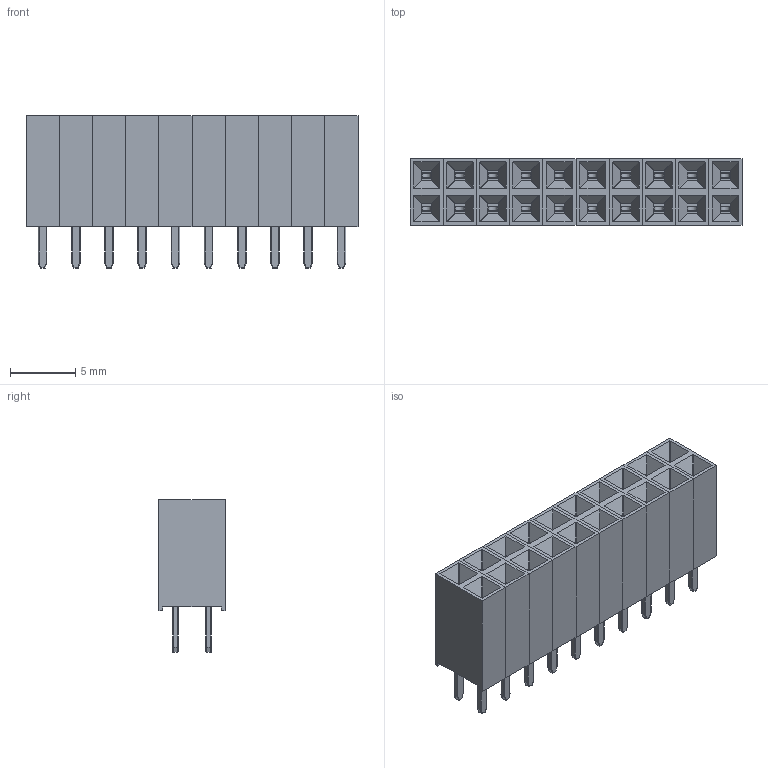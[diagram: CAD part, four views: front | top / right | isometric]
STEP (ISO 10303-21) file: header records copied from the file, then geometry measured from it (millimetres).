
FILE_DESCRIPTION(/* description */ (''),/* implementation_level */ '2;1');
FILE_NAME(/* name */ 'Female Pin Header 02x10.stp',/* time_stamp */ '2019-11-24T09:48:15+01:00',/* author */ ('Bernd das Brot'),/* organization */ (''),/* preprocessor_version */ 'ST-DEVELOPER v18',/* originating_system */ 'Autodesk Inventor 2020',/* authorisation */ '');
FILE_SCHEMA (('AUTOMOTIVE_DESIGN { 1 0 10303 214 3 1 1 }'));
Length unit declared in the file: millimetre
Products named in the file (2): Female Pin Header 02x10; Female Pin Header 2x
Assembly tree (10 placements, depth 2):
  Female Pin Header 02x10
    Female Pin Header 2x  x10
Bounding box: 25.4 x 5.08 x 11.7 mm (x, y, z)
Volume: 561.9 mm3; surface area: 3294.2 mm2
Topology: 10 solids, 10 shells, 2900 faces, 6680 edges, 3760 vertices
Faces by surface type: cylinder 1340, plane 800, sphere 400, torus 280, bspline 80
Entity records: 8633 total; most frequent: CARTESIAN_POINT 1578, DIRECTION 1544, ORIENTED_EDGE 1320, EDGE_CURVE 660, AXIS2_PLACEMENT_3D 598, VERTEX_POINT 376, LINE 348, VECTOR 348
